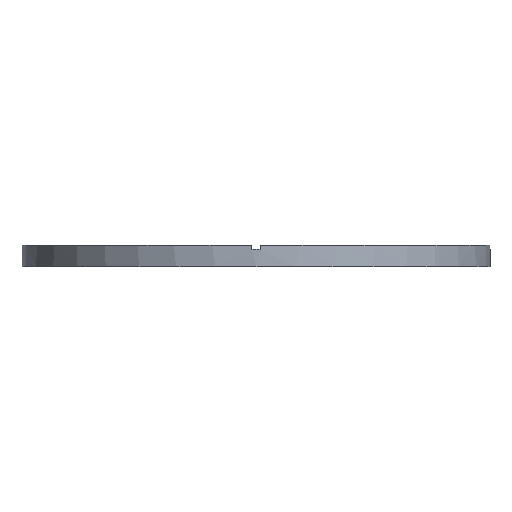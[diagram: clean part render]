
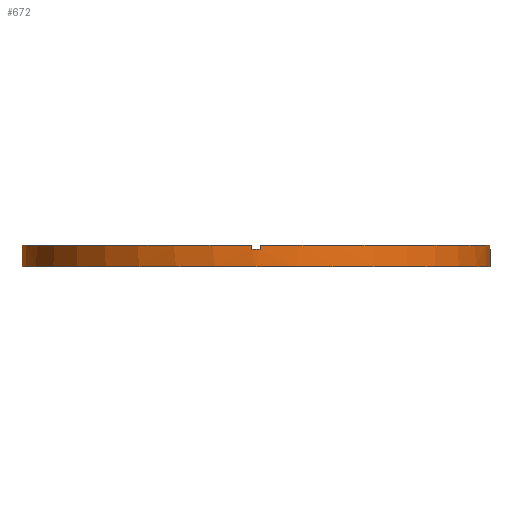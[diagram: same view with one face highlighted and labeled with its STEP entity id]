
A CAD part, front view. The second image highlights one B-rep face of the part: STEP entity #672.
In plain terms, the highlighted cylindrical face has radius 53.5 mm (diameter 107 mm), a partial arc.
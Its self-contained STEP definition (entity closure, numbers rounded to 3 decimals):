
#13 = CARTESIAN_POINT ( 'NONE',  ( -1., -53.491, 5. ) ) ;
#26 = EDGE_CURVE ( 'NONE', #471, #236, #337, .T. ) ;
#44 = DIRECTION ( 'NONE',  ( 1., 0., 0. ) ) ;
#47 = CARTESIAN_POINT ( 'NONE',  ( 0., 0., 0. ) ) ;
#63 = DIRECTION ( 'NONE',  ( -1., 0., 0. ) ) ;
#72 = LINE ( 'NONE', #639, #607 ) ;
#75 = CARTESIAN_POINT ( 'NONE',  ( -53.5, 0., 5. ) ) ;
#78 = EDGE_LOOP ( 'NONE', ( #164, #410, #140, #735, #465, #755, #174, #472, #219, #694, #455, #750 ) ) ;
#87 = EDGE_CURVE ( 'NONE', #200, #754, #625, .T. ) ;
#88 = CIRCLE ( 'NONE', #242, 53.5 ) ;
#100 = CARTESIAN_POINT ( 'NONE',  ( 0., 0., 5. ) ) ;
#108 = DIRECTION ( 'NONE',  ( 0., 0., 1. ) ) ;
#110 = CARTESIAN_POINT ( 'NONE',  ( 53.491, -1., 5. ) ) ;
#117 = LINE ( 'NONE', #521, #124 ) ;
#119 = CIRCLE ( 'NONE', #579, 53.5 ) ;
#124 = VECTOR ( 'NONE', #528, 1000. ) ;
#128 = AXIS2_PLACEMENT_3D ( 'NONE', #47, #581, #656 ) ;
#133 = CIRCLE ( 'NONE', #443, 53.5 ) ;
#136 = CIRCLE ( 'NONE', #128, 53.5 ) ;
#139 = VECTOR ( 'NONE', #516, 1000. ) ;
#140 = ORIENTED_EDGE ( 'NONE', *, *, #440, .T. ) ;
#144 = FACE_OUTER_BOUND ( 'NONE', #78, .T. ) ;
#154 = VERTEX_POINT ( 'NONE', #682 ) ;
#164 = ORIENTED_EDGE ( 'NONE', *, *, #277, .F. ) ;
#169 = CARTESIAN_POINT ( 'NONE',  ( -53.491, -1., 4. ) ) ;
#170 = VERTEX_POINT ( 'NONE', #13 ) ;
#174 = ORIENTED_EDGE ( 'NONE', *, *, #475, .T. ) ;
#183 = DIRECTION ( 'NONE',  ( 0., 0., 1. ) ) ;
#191 = DIRECTION ( 'NONE',  ( 1., 0., 0. ) ) ;
#200 = VERTEX_POINT ( 'NONE', #646 ) ;
#201 = EDGE_CURVE ( 'NONE', #200, #715, #88, .T. ) ;
#205 = CARTESIAN_POINT ( 'NONE',  ( 0., 0., 5. ) ) ;
#213 = CARTESIAN_POINT ( 'NONE',  ( -53.5, 0., 4. ) ) ;
#219 = ORIENTED_EDGE ( 'NONE', *, *, #550, .T. ) ;
#235 = CARTESIAN_POINT ( 'NONE',  ( 53.491, -1., 4. ) ) ;
#236 = VERTEX_POINT ( 'NONE', #284 ) ;
#241 = DIRECTION ( 'NONE',  ( 0., 0., -1. ) ) ;
#242 = AXIS2_PLACEMENT_3D ( 'NONE', #100, #183, #44 ) ;
#243 = DIRECTION ( 'NONE',  ( 0., 0., 1. ) ) ;
#244 = CARTESIAN_POINT ( 'NONE',  ( -1., -53.491, 4. ) ) ;
#247 = AXIS2_PLACEMENT_3D ( 'NONE', #205, #339, #191 ) ;
#259 = CARTESIAN_POINT ( 'NONE',  ( 53.5, 0., 0. ) ) ;
#277 = EDGE_CURVE ( 'NONE', #236, #483, #72, .T. ) ;
#278 = AXIS2_PLACEMENT_3D ( 'NONE', #313, #760, #63 ) ;
#284 = CARTESIAN_POINT ( 'NONE',  ( 53.5, 0., 4. ) ) ;
#313 = CARTESIAN_POINT ( 'NONE',  ( 0., 0., 5. ) ) ;
#337 = CIRCLE ( 'NONE', #758, 53.5 ) ;
#339 = DIRECTION ( 'NONE',  ( 0., 0., 1. ) ) ;
#358 = DIRECTION ( 'NONE',  ( 1., 0., 0. ) ) ;
#362 = DIRECTION ( 'NONE',  ( 0., 0., 1. ) ) ;
#377 = DIRECTION ( 'NONE',  ( 0., 0., -1. ) ) ;
#390 = LINE ( 'NONE', #745, #628 ) ;
#399 = LINE ( 'NONE', #718, #139 ) ;
#410 = ORIENTED_EDGE ( 'NONE', *, *, #26, .F. ) ;
#432 = VERTEX_POINT ( 'NONE', #169 ) ;
#436 = EDGE_CURVE ( 'NONE', #709, #747, #660, .T. ) ;
#440 = EDGE_CURVE ( 'NONE', #471, #715, #399, .T. ) ;
#443 = AXIS2_PLACEMENT_3D ( 'NONE', #453, #362, #588 ) ;
#453 = CARTESIAN_POINT ( 'NONE',  ( 0., 0., 4. ) ) ;
#455 = ORIENTED_EDGE ( 'NONE', *, *, #436, .T. ) ;
#465 = ORIENTED_EDGE ( 'NONE', *, *, #87, .T. ) ;
#471 = VERTEX_POINT ( 'NONE', #235 ) ;
#472 = ORIENTED_EDGE ( 'NONE', *, *, #490, .F. ) ;
#475 = EDGE_CURVE ( 'NONE', #498, #170, #390, .T. ) ;
#483 = VERTEX_POINT ( 'NONE', #259 ) ;
#490 = EDGE_CURVE ( 'NONE', #154, #170, #627, .T. ) ;
#498 = VERTEX_POINT ( 'NONE', #244 ) ;
#510 = EDGE_CURVE ( 'NONE', #747, #483, #136, .T. ) ;
#516 = DIRECTION ( 'NONE',  ( 0., 0., 1. ) ) ;
#521 = CARTESIAN_POINT ( 'NONE',  ( -53.491, -1., 5. ) ) ;
#523 = DIRECTION ( 'NONE',  ( 0., 0., -1. ) ) ;
#528 = DIRECTION ( 'NONE',  ( 0., 0., -1. ) ) ;
#538 = CARTESIAN_POINT ( 'NONE',  ( 1., -53.491, 5. ) ) ;
#544 = CARTESIAN_POINT ( 'NONE',  ( 1., -53.491, 4. ) ) ;
#550 = EDGE_CURVE ( 'NONE', #154, #432, #117, .T. ) ;
#579 = AXIS2_PLACEMENT_3D ( 'NONE', #717, #243, #580 ) ;
#580 = DIRECTION ( 'NONE',  ( 1., 0., 0. ) ) ;
#581 = DIRECTION ( 'NONE',  ( 0., 0., 1. ) ) ;
#583 = EDGE_CURVE ( 'NONE', #709, #432, #119, .T. ) ;
#585 = CARTESIAN_POINT ( 'NONE',  ( 0., 0., 4. ) ) ;
#588 = DIRECTION ( 'NONE',  ( 1., 0., 0. ) ) ;
#593 = CARTESIAN_POINT ( 'NONE',  ( -53.5, 0., 0. ) ) ;
#607 = VECTOR ( 'NONE', #241, 1000. ) ;
#622 = VECTOR ( 'NONE', #523, 1000. ) ;
#625 = LINE ( 'NONE', #538, #622 ) ;
#627 = CIRCLE ( 'NONE', #247, 53.5 ) ;
#628 = VECTOR ( 'NONE', #663, 1000. ) ;
#632 = CYLINDRICAL_SURFACE ( 'NONE', #278, 53.5 ) ;
#639 = CARTESIAN_POINT ( 'NONE',  ( 53.5, 0., 5. ) ) ;
#643 = VECTOR ( 'NONE', #377, 1000. ) ;
#646 = CARTESIAN_POINT ( 'NONE',  ( 1., -53.491, 5. ) ) ;
#656 = DIRECTION ( 'NONE',  ( 1., 0., 0. ) ) ;
#660 = LINE ( 'NONE', #75, #643 ) ;
#663 = DIRECTION ( 'NONE',  ( 0., 0., 1. ) ) ;
#670 = EDGE_CURVE ( 'NONE', #498, #754, #133, .T. ) ;
#672 = ADVANCED_FACE ( 'NONE', ( #144 ), #632, .T. ) ;
#682 = CARTESIAN_POINT ( 'NONE',  ( -53.491, -1., 5. ) ) ;
#694 = ORIENTED_EDGE ( 'NONE', *, *, #583, .F. ) ;
#709 = VERTEX_POINT ( 'NONE', #213 ) ;
#715 = VERTEX_POINT ( 'NONE', #110 ) ;
#717 = CARTESIAN_POINT ( 'NONE',  ( 0., 0., 4. ) ) ;
#718 = CARTESIAN_POINT ( 'NONE',  ( 53.491, -1., 5. ) ) ;
#735 = ORIENTED_EDGE ( 'NONE', *, *, #201, .F. ) ;
#745 = CARTESIAN_POINT ( 'NONE',  ( -1., -53.491, 5. ) ) ;
#747 = VERTEX_POINT ( 'NONE', #593 ) ;
#750 = ORIENTED_EDGE ( 'NONE', *, *, #510, .T. ) ;
#754 = VERTEX_POINT ( 'NONE', #544 ) ;
#755 = ORIENTED_EDGE ( 'NONE', *, *, #670, .F. ) ;
#758 = AXIS2_PLACEMENT_3D ( 'NONE', #585, #108, #358 ) ;
#760 = DIRECTION ( 'NONE',  ( 0., 0., -1. ) ) ;
